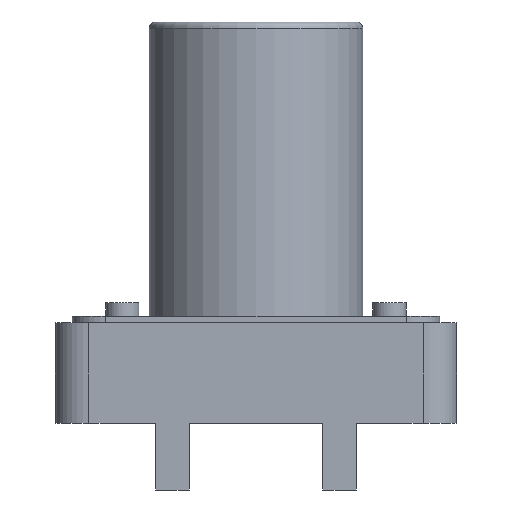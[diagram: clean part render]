
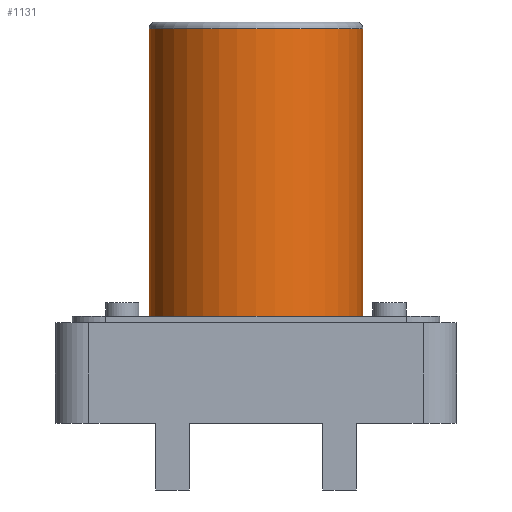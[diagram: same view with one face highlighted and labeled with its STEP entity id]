
A CAD part, front view. The second image highlights one B-rep face of the part: STEP entity #1131.
In plain terms, the highlighted cylindrical face has radius 3.2 mm (diameter 6.4 mm), a partial arc.
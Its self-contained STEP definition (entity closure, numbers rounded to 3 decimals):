
#39 = EDGE_LOOP ( 'NONE', ( #685, #686, #687, #683 ) ) ;
#49 = VERTEX_POINT ( 'NONE', #585 ) ;
#142 = VERTEX_POINT ( 'NONE', #554 ) ;
#149 = VERTEX_POINT ( 'NONE', #504 ) ;
#157 = VERTEX_POINT ( 'NONE', #555 ) ;
#206 = DIRECTION ( 'NONE',  ( 0., 0., -1. ) ) ;
#238 = CARTESIAN_POINT ( 'NONE',  ( 6., -6., 12. ) ) ;
#246 = DIRECTION ( 'NONE',  ( -1., 0., 0. ) ) ;
#302 = VECTOR ( 'NONE', #1291, 1000. ) ;
#384 = AXIS2_PLACEMENT_3D ( 'NONE', #1353, #1367, #1382 ) ;
#402 = CIRCLE ( 'NONE', #418, 3.2 ) ;
#418 = AXIS2_PLACEMENT_3D ( 'NONE', #1206, #1313, #1410 ) ;
#421 = VECTOR ( 'NONE', #1246, 1000. ) ;
#433 = CIRCLE ( 'NONE', #384, 3.2 ) ;
#504 = CARTESIAN_POINT ( 'NONE',  ( 9.2, -6., 11.8 ) ) ;
#554 = CARTESIAN_POINT ( 'NONE',  ( 2.8, -6., 3.2 ) ) ;
#555 = CARTESIAN_POINT ( 'NONE',  ( 2.8, -6., 11.8 ) ) ;
#585 = CARTESIAN_POINT ( 'NONE',  ( 9.2, -6., 3.2 ) ) ;
#683 = ORIENTED_EDGE ( 'NONE', *, *, #1096, .T. ) ;
#685 = ORIENTED_EDGE ( 'NONE', *, *, #1055, .F. ) ;
#686 = ORIENTED_EDGE ( 'NONE', *, *, #1016, .T. ) ;
#687 = ORIENTED_EDGE ( 'NONE', *, *, #1033, .T. ) ;
#931 = LINE ( 'NONE', #1268, #302 ) ;
#945 = LINE ( 'NONE', #1252, #421 ) ;
#1016 = EDGE_CURVE ( 'NONE', #149, #157, #433, .T. ) ;
#1033 = EDGE_CURVE ( 'NONE', #157, #142, #931, .T. ) ;
#1055 = EDGE_CURVE ( 'NONE', #149, #49, #945, .T. ) ;
#1096 = EDGE_CURVE ( 'NONE', #142, #49, #402, .T. ) ;
#1131 = ADVANCED_FACE ( 'NONE', ( #1708 ), #1712, .T. ) ;
#1206 = CARTESIAN_POINT ( 'NONE',  ( 6., -6., 3.2 ) ) ;
#1246 = DIRECTION ( 'NONE',  ( 0., 0., -1. ) ) ;
#1252 = CARTESIAN_POINT ( 'NONE',  ( 9.2, -6., 12. ) ) ;
#1268 = CARTESIAN_POINT ( 'NONE',  ( 2.8, -6., 12. ) ) ;
#1291 = DIRECTION ( 'NONE',  ( 0., 0., -1. ) ) ;
#1313 = DIRECTION ( 'NONE',  ( 0., 0., 1. ) ) ;
#1353 = CARTESIAN_POINT ( 'NONE',  ( 6., -6., 11.8 ) ) ;
#1367 = DIRECTION ( 'NONE',  ( 0., 0., -1. ) ) ;
#1382 = DIRECTION ( 'NONE',  ( 1., 0., 0. ) ) ;
#1410 = DIRECTION ( 'NONE',  ( 1., 0., 0. ) ) ;
#1543 = AXIS2_PLACEMENT_3D ( 'NONE', #238, #206, #246 ) ;
#1708 = FACE_OUTER_BOUND ( 'NONE', #39, .T. ) ;
#1712 = CYLINDRICAL_SURFACE ( 'NONE', #1543, 3.2 ) ;
